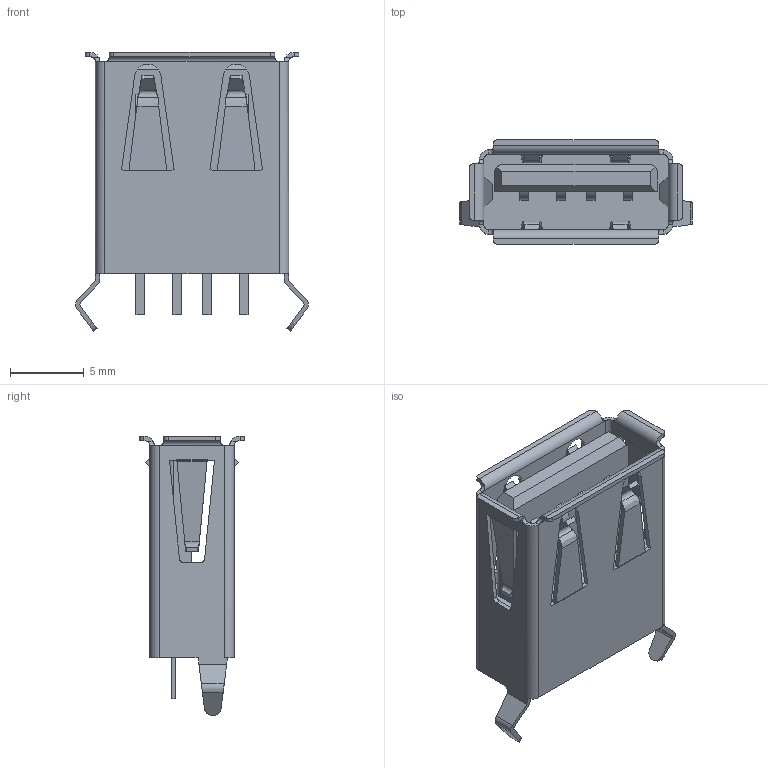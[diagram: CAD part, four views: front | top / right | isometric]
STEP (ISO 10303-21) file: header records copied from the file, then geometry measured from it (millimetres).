
FILE_DESCRIPTION(/* description */ (''),/* implementation_level */ '2;1');
FILE_NAME(/* name */ 'TYCO_1734366-1.stp',/* time_stamp */ '2016-05-30T11:51:21+02:00',/* author */ ('riccim'),/* organization */ ('SolidWorks'),/* preprocessor_version */ 'ST-DEVELOPER v15.5',/* originating_system */ 'AutoCAD Mechanical',/* authorisation */ ' ');
FILE_SCHEMA (('AUTOMOTIVE_DESIGN { 1 0 10303 214 3 1 1 }'));
Length unit declared in the file: millimetre
Products named in the file (1): Product
Bounding box: 15.8 x 7.12 x 18.93 mm (x, y, z)
Volume: 716.3 mm3; surface area: 1324.6 mm2
Topology: 6 solids, 6 shells, 306 faces, 744 edges, 454 vertices
Faces by surface type: plane 174, cylinder 78, bspline 52, cone 2
Entity records: 10264 total; most frequent: CARTESIAN_POINT 3288, ORIENTED_EDGE 1488, DIRECTION 1304, EDGE_CURVE 744, LINE 538, VECTOR 538, VERTEX_POINT 454, AXIS2_PLACEMENT_3D 383
